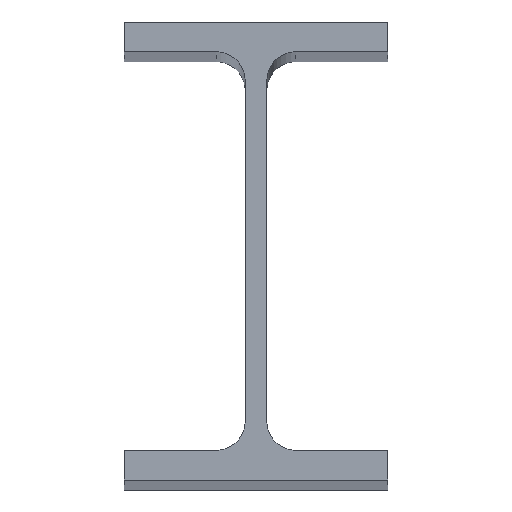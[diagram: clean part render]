
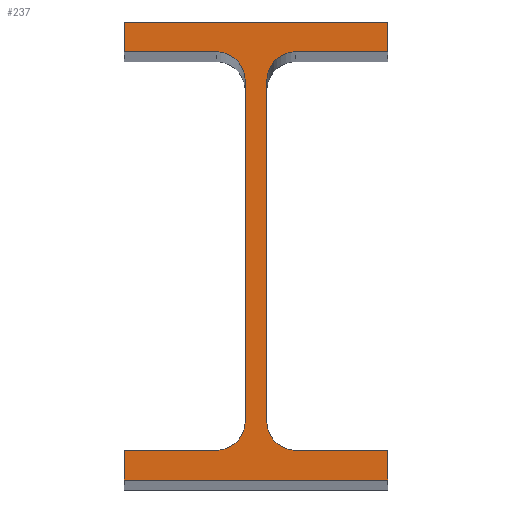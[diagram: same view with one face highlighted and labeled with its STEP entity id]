
A CAD part, top view. The second image highlights one B-rep face of the part: STEP entity #237.
In plain terms, the highlighted planar face has unit normal (0, 0, 1).
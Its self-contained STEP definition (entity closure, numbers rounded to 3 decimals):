
#6 = LINE ( 'NONE', #282, #361 ) ;
#19 = CARTESIAN_POINT ( 'NONE',  ( 29.9, 5.2, 500. ) ) ;
#28 = ORIENTED_EDGE ( 'NONE', *, *, #428, .T. ) ;
#31 = CARTESIAN_POINT ( 'NONE',  ( 29.9, 74.8, 500. ) ) ;
#35 = DIRECTION ( 'NONE',  ( 1., 0., 0. ) ) ;
#38 = CARTESIAN_POINT ( 'NONE',  ( 46., 74.8, 500. ) ) ;
#39 = CARTESIAN_POINT ( 'NONE',  ( 24.9, 69.8, 500. ) ) ;
#40 = VECTOR ( 'NONE', #191, 1000. ) ;
#47 = VERTEX_POINT ( 'NONE', #118 ) ;
#48 = DIRECTION ( 'NONE',  ( -1., 0., 0. ) ) ;
#51 = VECTOR ( 'NONE', #448, 1000. ) ;
#55 = LINE ( 'NONE', #193, #196 ) ;
#58 = CARTESIAN_POINT ( 'NONE',  ( 46., 74.8, 500. ) ) ;
#59 = AXIS2_PLACEMENT_3D ( 'NONE', #578, #522, #60 ) ;
#60 = DIRECTION ( 'NONE',  ( 1., 0., 0. ) ) ;
#61 = EDGE_CURVE ( 'NONE', #590, #47, #155, .T. ) ;
#66 = VERTEX_POINT ( 'NONE', #78 ) ;
#78 = CARTESIAN_POINT ( 'NONE',  ( 46., 5.2, 500. ) ) ;
#82 = VERTEX_POINT ( 'NONE', #341 ) ;
#86 = EDGE_CURVE ( 'NONE', #66, #192, #527, .T. ) ;
#88 = CARTESIAN_POINT ( 'NONE',  ( 16.1, 5.2, 500. ) ) ;
#92 = DIRECTION ( 'NONE',  ( 1., 0., 0. ) ) ;
#96 = VECTOR ( 'NONE', #92, 1000. ) ;
#104 = LINE ( 'NONE', #481, #166 ) ;
#106 = ORIENTED_EDGE ( 'NONE', *, *, #272, .T. ) ;
#111 = CARTESIAN_POINT ( 'NONE',  ( 0., 0., 500. ) ) ;
#113 = CARTESIAN_POINT ( 'NONE',  ( 46., 0., 500. ) ) ;
#118 = CARTESIAN_POINT ( 'NONE',  ( 46., 0., 500. ) ) ;
#120 = CARTESIAN_POINT ( 'NONE',  ( 21.1, 69.8, 500. ) ) ;
#125 = EDGE_CURVE ( 'NONE', #206, #590, #372, .T. ) ;
#127 = CIRCLE ( 'NONE', #468, 5. ) ;
#130 = LINE ( 'NONE', #455, #550 ) ;
#139 = CARTESIAN_POINT ( 'NONE',  ( 0., 80., 500. ) ) ;
#143 = ORIENTED_EDGE ( 'NONE', *, *, #343, .T. ) ;
#144 = DIRECTION ( 'NONE',  ( 0., -1., 0. ) ) ;
#145 = AXIS2_PLACEMENT_3D ( 'NONE', #577, #572, #581 ) ;
#150 = DIRECTION ( 'NONE',  ( 1., 0., 0. ) ) ;
#155 = LINE ( 'NONE', #113, #51 ) ;
#158 = CARTESIAN_POINT ( 'NONE',  ( 16.1, 74.8, 500. ) ) ;
#164 = EDGE_CURVE ( 'NONE', #395, #484, #474, .T. ) ;
#166 = VECTOR ( 'NONE', #199, 1000. ) ;
#171 = EDGE_CURVE ( 'NONE', #82, #324, #513, .T. ) ;
#180 = EDGE_CURVE ( 'NONE', #236, #82, #188, .T. ) ;
#188 = LINE ( 'NONE', #604, #40 ) ;
#191 = DIRECTION ( 'NONE',  ( 0., -1., 0. ) ) ;
#192 = VERTEX_POINT ( 'NONE', #465 ) ;
#193 = CARTESIAN_POINT ( 'NONE',  ( 0., 80., 500. ) ) ;
#195 = EDGE_CURVE ( 'NONE', #47, #66, #6, .T. ) ;
#196 = VECTOR ( 'NONE', #429, 1000. ) ;
#199 = DIRECTION ( 'NONE',  ( 0., 1., 0. ) ) ;
#200 = ORIENTED_EDGE ( 'NONE', *, *, #232, .T. ) ;
#204 = ORIENTED_EDGE ( 'NONE', *, *, #246, .T. ) ;
#206 = VERTEX_POINT ( 'NONE', #504 ) ;
#209 = VERTEX_POINT ( 'NONE', #323 ) ;
#232 = EDGE_CURVE ( 'NONE', #456, #206, #418, .T. ) ;
#233 = CARTESIAN_POINT ( 'NONE',  ( 16.1, 74.8, 500. ) ) ;
#236 = VERTEX_POINT ( 'NONE', #139 ) ;
#237 = ADVANCED_FACE ( 'NONE', ( #506 ), #370, .T. ) ;
#241 = VECTOR ( 'NONE', #48, 1000. ) ;
#246 = EDGE_CURVE ( 'NONE', #209, #236, #55, .T. ) ;
#251 = VECTOR ( 'NONE', #144, 1000. ) ;
#260 = LINE ( 'NONE', #525, #538 ) ;
#261 = CARTESIAN_POINT ( 'NONE',  ( 21.1, 10.2, 500. ) ) ;
#267 = ORIENTED_EDGE ( 'NONE', *, *, #593, .T. ) ;
#272 = EDGE_CURVE ( 'NONE', #324, #339, #521, .T. ) ;
#277 = EDGE_CURVE ( 'NONE', #192, #422, #497, .T. ) ;
#282 = CARTESIAN_POINT ( 'NONE',  ( 46., 5.2, 500. ) ) ;
#285 = DIRECTION ( 'NONE',  ( 1., 0., 0. ) ) ;
#292 = DIRECTION ( 'NONE',  ( 0., 0., -1. ) ) ;
#306 = EDGE_CURVE ( 'NONE', #326, #456, #586, .T. ) ;
#311 = ORIENTED_EDGE ( 'NONE', *, *, #180, .T. ) ;
#323 = CARTESIAN_POINT ( 'NONE',  ( 46., 80., 500. ) ) ;
#324 = VERTEX_POINT ( 'NONE', #158 ) ;
#325 = CARTESIAN_POINT ( 'NONE',  ( 16.1, 10.2, 500. ) ) ;
#326 = VERTEX_POINT ( 'NONE', #261 ) ;
#328 = VECTOR ( 'NONE', #285, 1000. ) ;
#339 = VERTEX_POINT ( 'NONE', #120 ) ;
#341 = CARTESIAN_POINT ( 'NONE',  ( 0., 74.8, 500. ) ) ;
#343 = EDGE_CURVE ( 'NONE', #484, #209, #104, .T. ) ;
#354 = DIRECTION ( 'NONE',  ( -1., 0., 0. ) ) ;
#357 = DIRECTION ( 'NONE',  ( 0., -1., 0. ) ) ;
#361 = VECTOR ( 'NONE', #560, 1000. ) ;
#370 = PLANE ( 'NONE',  #402 ) ;
#372 = LINE ( 'NONE', #562, #251 ) ;
#378 = ORIENTED_EDGE ( 'NONE', *, *, #164, .T. ) ;
#389 = ORIENTED_EDGE ( 'NONE', *, *, #277, .T. ) ;
#395 = VERTEX_POINT ( 'NONE', #31 ) ;
#402 = AXIS2_PLACEMENT_3D ( 'NONE', #325, #510, #472 ) ;
#403 = ORIENTED_EDGE ( 'NONE', *, *, #61, .T. ) ;
#408 = ORIENTED_EDGE ( 'NONE', *, *, #171, .T. ) ;
#418 = LINE ( 'NONE', #602, #241 ) ;
#422 = VERTEX_POINT ( 'NONE', #451 ) ;
#427 = ORIENTED_EDGE ( 'NONE', *, *, #475, .T. ) ;
#428 = EDGE_CURVE ( 'NONE', #494, #395, #127, .T. ) ;
#429 = DIRECTION ( 'NONE',  ( -1., 0., 0. ) ) ;
#437 = ORIENTED_EDGE ( 'NONE', *, *, #86, .T. ) ;
#447 = DIRECTION ( 'NONE',  ( 0., 1., 0. ) ) ;
#448 = DIRECTION ( 'NONE',  ( 1., 0., 0. ) ) ;
#451 = CARTESIAN_POINT ( 'NONE',  ( 24.9, 10.2, 500. ) ) ;
#455 = CARTESIAN_POINT ( 'NONE',  ( 21.1, 10.2, 500. ) ) ;
#456 = VERTEX_POINT ( 'NONE', #88 ) ;
#457 = CARTESIAN_POINT ( 'NONE',  ( 29.9, 69.8, 500. ) ) ;
#465 = CARTESIAN_POINT ( 'NONE',  ( 29.9, 5.2, 500. ) ) ;
#468 = AXIS2_PLACEMENT_3D ( 'NONE', #457, #547, #35 ) ;
#472 = DIRECTION ( 'NONE',  ( 1., 0., 0. ) ) ;
#473 = ORIENTED_EDGE ( 'NONE', *, *, #195, .T. ) ;
#474 = LINE ( 'NONE', #58, #328 ) ;
#475 = EDGE_CURVE ( 'NONE', #339, #326, #130, .T. ) ;
#481 = CARTESIAN_POINT ( 'NONE',  ( 46., 80., 500. ) ) ;
#484 = VERTEX_POINT ( 'NONE', #38 ) ;
#494 = VERTEX_POINT ( 'NONE', #39 ) ;
#497 = CIRCLE ( 'NONE', #601, 5. ) ;
#504 = CARTESIAN_POINT ( 'NONE',  ( 0., 5.2, 500. ) ) ;
#505 = ORIENTED_EDGE ( 'NONE', *, *, #306, .T. ) ;
#506 = FACE_OUTER_BOUND ( 'NONE', #524, .T. ) ;
#510 = DIRECTION ( 'NONE',  ( 0., 0., 1. ) ) ;
#513 = LINE ( 'NONE', #233, #96 ) ;
#521 = CIRCLE ( 'NONE', #145, 5. ) ;
#522 = DIRECTION ( 'NONE',  ( 0., 0., -1. ) ) ;
#524 = EDGE_LOOP ( 'NONE', ( #403, #473, #437, #389, #267, #28, #378, #143, #204, #311, #408, #106, #427, #505, #200, #561 ) ) ;
#525 = CARTESIAN_POINT ( 'NONE',  ( 24.9, 69.8, 500. ) ) ;
#526 = CARTESIAN_POINT ( 'NONE',  ( 29.9, 10.2, 500. ) ) ;
#527 = LINE ( 'NONE', #19, #537 ) ;
#537 = VECTOR ( 'NONE', #354, 1000. ) ;
#538 = VECTOR ( 'NONE', #447, 1000. ) ;
#547 = DIRECTION ( 'NONE',  ( 0., 0., -1. ) ) ;
#550 = VECTOR ( 'NONE', #357, 1000. ) ;
#560 = DIRECTION ( 'NONE',  ( 0., 1., 0. ) ) ;
#561 = ORIENTED_EDGE ( 'NONE', *, *, #125, .T. ) ;
#562 = CARTESIAN_POINT ( 'NONE',  ( 0., 0., 500. ) ) ;
#572 = DIRECTION ( 'NONE',  ( 0., 0., -1. ) ) ;
#577 = CARTESIAN_POINT ( 'NONE',  ( 16.1, 69.8, 500. ) ) ;
#578 = CARTESIAN_POINT ( 'NONE',  ( 16.1, 10.2, 500. ) ) ;
#581 = DIRECTION ( 'NONE',  ( 1., 0., 0. ) ) ;
#586 = CIRCLE ( 'NONE', #59, 5. ) ;
#590 = VERTEX_POINT ( 'NONE', #111 ) ;
#593 = EDGE_CURVE ( 'NONE', #422, #494, #260, .T. ) ;
#601 = AXIS2_PLACEMENT_3D ( 'NONE', #526, #292, #150 ) ;
#602 = CARTESIAN_POINT ( 'NONE',  ( 0., 5.2, 500. ) ) ;
#604 = CARTESIAN_POINT ( 'NONE',  ( 0., 74.8, 500. ) ) ;
